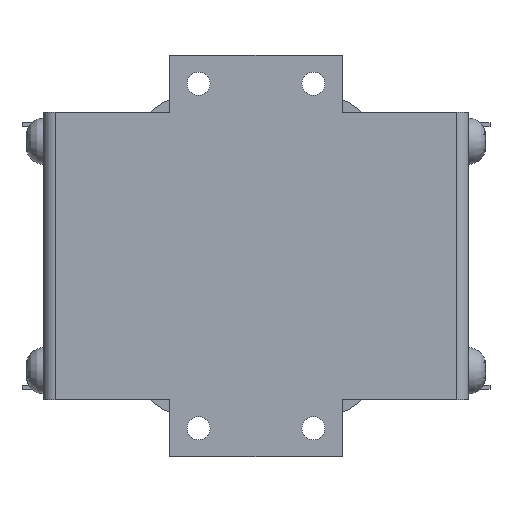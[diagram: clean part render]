
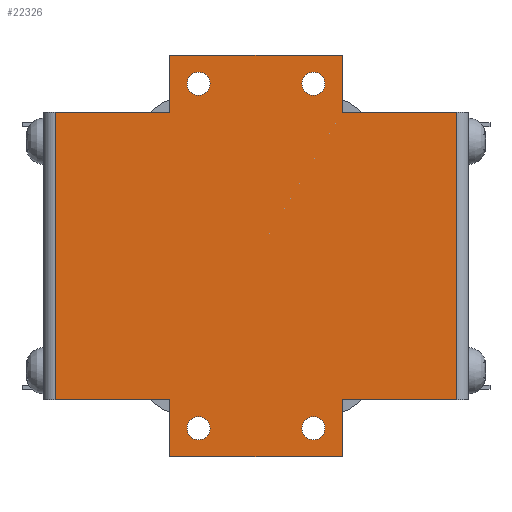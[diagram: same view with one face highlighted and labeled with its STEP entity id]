
A CAD part, front view. The second image highlights one B-rep face of the part: STEP entity #22326.
In plain terms, the highlighted planar face has unit normal (0, -1, 0).
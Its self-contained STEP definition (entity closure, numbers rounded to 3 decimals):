
#1043=FACE_BOUND('',#3433,.T.);
#1044=FACE_BOUND('',#3434,.T.);
#1045=FACE_BOUND('',#3435,.T.);
#1046=FACE_BOUND('',#3436,.T.);
#1250=PLANE('',#23709);
#2170=FACE_OUTER_BOUND('',#3432,.T.);
#3432=EDGE_LOOP('',(#15746,#15747,#15748,#15749,#15750,#15751,#15752,#15753,
#15754,#15755,#15756,#15757));
#3433=EDGE_LOOP('',(#15758));
#3434=EDGE_LOOP('',(#15759));
#3435=EDGE_LOOP('',(#15760));
#3436=EDGE_LOOP('',(#15761));
#4737=LINE('',#29445,#7311);
#4743=LINE('',#29457,#7317);
#4745=LINE('',#29463,#7319);
#4751=LINE('',#29475,#7325);
#4752=LINE('',#29477,#7326);
#4758=LINE('',#29504,#7332);
#4764=LINE('',#29519,#7338);
#4765=LINE('',#29522,#7339);
#4770=LINE('',#29536,#7344);
#4780=LINE('',#29563,#7354);
#4781=LINE('',#29565,#7355);
#4782=LINE('',#29566,#7356);
#7311=VECTOR('',#24814,10.);
#7317=VECTOR('',#24822,10.);
#7319=VECTOR('',#24826,10.);
#7325=VECTOR('',#24834,10.);
#7326=VECTOR('',#24837,10.);
#7332=VECTOR('',#24869,10.);
#7338=VECTOR('',#24881,10.);
#7339=VECTOR('',#24884,10.);
#7344=VECTOR('',#24895,10.);
#7354=VECTOR('',#24919,10.);
#7355=VECTOR('',#24922,10.);
#7356=VECTOR('',#24923,10.);
#9860=CIRCLE('',#23683,2.);
#9862=CIRCLE('',#23686,2.);
#9864=CIRCLE('',#23689,2.);
#9866=CIRCLE('',#23692,2.);
#9972=VERTEX_POINT('',#29441);
#9974=VERTEX_POINT('',#29444);
#9977=VERTEX_POINT('',#29451);
#9979=VERTEX_POINT('',#29455);
#9980=VERTEX_POINT('',#29459);
#9982=VERTEX_POINT('',#29462);
#9985=VERTEX_POINT('',#29469);
#9987=VERTEX_POINT('',#29473);
#9988=VERTEX_POINT('',#29480);
#9990=VERTEX_POINT('',#29486);
#9992=VERTEX_POINT('',#29492);
#9994=VERTEX_POINT('',#29498);
#10001=VERTEX_POINT('',#29517);
#10002=VERTEX_POINT('',#29521);
#10008=VERTEX_POINT('',#29535);
#10017=VERTEX_POINT('',#29559);
#12237=EDGE_CURVE('',#9972,#9974,#4737,.T.);
#12243=EDGE_CURVE('',#9979,#9977,#4743,.T.);
#12245=EDGE_CURVE('',#9980,#9982,#4745,.T.);
#12251=EDGE_CURVE('',#9987,#9985,#4751,.T.);
#12252=EDGE_CURVE('',#9974,#9979,#4752,.T.);
#12254=EDGE_CURVE('',#9988,#9988,#9860,.T.);
#12257=EDGE_CURVE('',#9990,#9990,#9862,.T.);
#12260=EDGE_CURVE('',#9992,#9992,#9864,.T.);
#12263=EDGE_CURVE('',#9994,#9994,#9866,.T.);
#12266=EDGE_CURVE('',#9982,#9987,#4758,.T.);
#12274=EDGE_CURVE('',#10001,#9980,#4764,.T.);
#12275=EDGE_CURVE('',#9985,#10002,#4765,.T.);
#12282=EDGE_CURVE('',#9977,#10008,#4770,.T.);
#12296=EDGE_CURVE('',#10002,#10017,#4780,.T.);
#12297=EDGE_CURVE('',#10017,#9972,#4781,.T.);
#12298=EDGE_CURVE('',#10008,#10001,#4782,.T.);
#15746=ORIENTED_EDGE('',*,*,#12297,.F.);
#15747=ORIENTED_EDGE('',*,*,#12296,.F.);
#15748=ORIENTED_EDGE('',*,*,#12275,.F.);
#15749=ORIENTED_EDGE('',*,*,#12251,.F.);
#15750=ORIENTED_EDGE('',*,*,#12266,.F.);
#15751=ORIENTED_EDGE('',*,*,#12245,.F.);
#15752=ORIENTED_EDGE('',*,*,#12274,.F.);
#15753=ORIENTED_EDGE('',*,*,#12298,.F.);
#15754=ORIENTED_EDGE('',*,*,#12282,.F.);
#15755=ORIENTED_EDGE('',*,*,#12243,.F.);
#15756=ORIENTED_EDGE('',*,*,#12252,.F.);
#15757=ORIENTED_EDGE('',*,*,#12237,.F.);
#15758=ORIENTED_EDGE('',*,*,#12257,.F.);
#15759=ORIENTED_EDGE('',*,*,#12263,.F.);
#15760=ORIENTED_EDGE('',*,*,#12260,.F.);
#15761=ORIENTED_EDGE('',*,*,#12254,.F.);
#22326=ADVANCED_FACE('',(#2170,#1043,#1044,#1045,#1046),#1250,.T.);
#23683=AXIS2_PLACEMENT_3D('',#29481,#24841,#24842);
#23686=AXIS2_PLACEMENT_3D('',#29487,#24848,#24849);
#23689=AXIS2_PLACEMENT_3D('',#29493,#24855,#24856);
#23692=AXIS2_PLACEMENT_3D('',#29499,#24862,#24863);
#23709=AXIS2_PLACEMENT_3D('',#29564,#24920,#24921);
#24814=DIRECTION('',(0.,0.,1.));
#24822=DIRECTION('',(0.,0.,-1.));
#24826=DIRECTION('',(0.,0.,-1.));
#24834=DIRECTION('',(0.,0.,1.));
#24837=DIRECTION('',(1.,0.,0.));
#24841=DIRECTION('center_axis',(0.,-1.,0.));
#24842=DIRECTION('ref_axis',(-1.,0.,0.));
#24848=DIRECTION('center_axis',(0.,-1.,0.));
#24849=DIRECTION('ref_axis',(-1.,0.,0.));
#24855=DIRECTION('center_axis',(0.,-1.,0.));
#24856=DIRECTION('ref_axis',(-1.,0.,0.));
#24862=DIRECTION('center_axis',(0.,-1.,0.));
#24863=DIRECTION('ref_axis',(-1.,0.,0.));
#24869=DIRECTION('',(-1.,0.,0.));
#24881=DIRECTION('',(-1.,0.,0.));
#24884=DIRECTION('',(-1.,0.,0.));
#24895=DIRECTION('',(1.,0.,0.));
#24919=DIRECTION('',(0.,0.,1.));
#24920=DIRECTION('center_axis',(0.,-1.,0.));
#24921=DIRECTION('ref_axis',(1.,0.,0.));
#24922=DIRECTION('',(1.,0.,0.));
#24923=DIRECTION('',(0.,0.,-1.));
#29441=CARTESIAN_POINT('',(-15.,-36.,25.));
#29444=CARTESIAN_POINT('',(-15.,-36.,35.));
#29445=CARTESIAN_POINT('',(-15.,-36.,17.5));
#29451=CARTESIAN_POINT('',(15.,-36.,25.));
#29455=CARTESIAN_POINT('',(15.,-36.,35.));
#29457=CARTESIAN_POINT('',(15.,-36.,-17.5));
#29459=CARTESIAN_POINT('',(15.,-36.,-25.));
#29462=CARTESIAN_POINT('',(15.,-36.,-35.));
#29463=CARTESIAN_POINT('',(15.,-36.,-17.5));
#29469=CARTESIAN_POINT('',(-15.,-36.,-25.));
#29473=CARTESIAN_POINT('',(-15.,-36.,-35.));
#29475=CARTESIAN_POINT('',(-15.,-36.,17.5));
#29477=CARTESIAN_POINT('',(7.5,-36.,35.));
#29480=CARTESIAN_POINT('',(-8.,-36.,30.));
#29481=CARTESIAN_POINT('Origin',(-10.,-36.,30.));
#29486=CARTESIAN_POINT('',(-8.,-36.,-30.));
#29487=CARTESIAN_POINT('Origin',(-10.,-36.,-30.));
#29492=CARTESIAN_POINT('',(12.,-36.,30.));
#29493=CARTESIAN_POINT('Origin',(10.,-36.,30.));
#29498=CARTESIAN_POINT('',(12.,-36.,-30.));
#29499=CARTESIAN_POINT('Origin',(10.,-36.,-30.));
#29504=CARTESIAN_POINT('',(-7.5,-36.,-35.));
#29517=CARTESIAN_POINT('',(35.,-36.,-25.));
#29519=CARTESIAN_POINT('',(37.,-36.,-25.));
#29521=CARTESIAN_POINT('',(-35.,-36.,-25.));
#29522=CARTESIAN_POINT('',(37.,-36.,-25.));
#29535=CARTESIAN_POINT('',(35.,-36.,25.));
#29536=CARTESIAN_POINT('',(37.,-36.,25.));
#29559=CARTESIAN_POINT('',(-35.,-36.,25.));
#29563=CARTESIAN_POINT('',(-35.,-36.,0.));
#29564=CARTESIAN_POINT('Origin',(-37.,-36.,0.));
#29565=CARTESIAN_POINT('',(37.,-36.,25.));
#29566=CARTESIAN_POINT('',(35.,-36.,0.));
